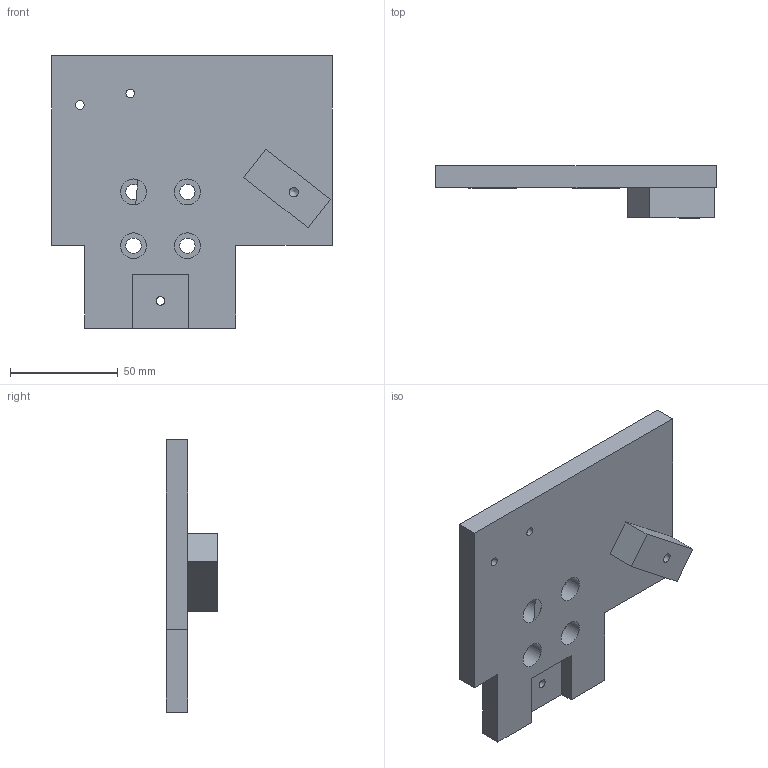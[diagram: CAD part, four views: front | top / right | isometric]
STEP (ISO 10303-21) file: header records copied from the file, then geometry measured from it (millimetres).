
FILE_DESCRIPTION(/* description */ (''),/* implementation_level */ '2;1');
FILE_NAME(/* name */ 'Plate #3_Component6.step',/* time_stamp */ '2024-06-17T18:12:15-04:00',/* author */ (''),/* organization */ (''),/* preprocessor_version */ 'ST-DEVELOPER v20',/* originating_system */ 'Autodesk Translation Framework v12.20.1.177',/* authorisation */ '');
FILE_SCHEMA (('AUTOMOTIVE_DESIGN { 1 0 10303 214 3 1 1 }'));
Length unit declared in the file: millimetre
Products named in the file (1): #1284
Bounding box: 130 x 24.01 x 126.3 mm (x, y, z)
Volume: 141727.6 mm3; surface area: 36647 mm2
Topology: 2 solids, 2 shells, 41 faces, 99 edges, 67 vertices
Faces by surface type: plane 25, cylinder 13, bspline 2, cone 1
Full cylindrical faces by diameter (mm): 3.95 x1, 4 x2, 4.3 x1, 7.1 x4, 12 x4
Entity records: 1286 total; most frequent: CARTESIAN_POINT 229, DIRECTION 211, ORIENTED_EDGE 196, EDGE_CURVE 98, AXIS2_PLACEMENT_3D 73, VERTEX_POINT 67, LINE 65, VECTOR 65
